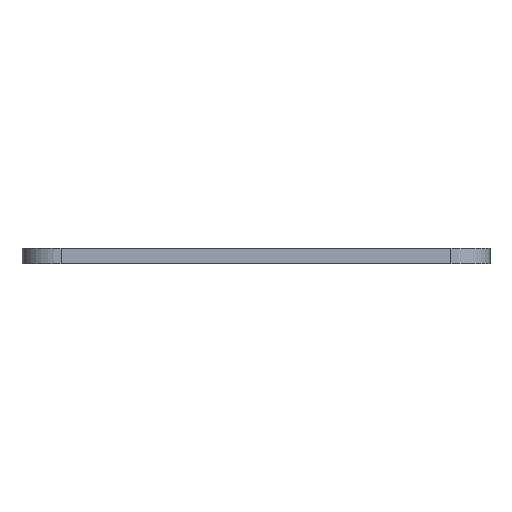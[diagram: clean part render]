
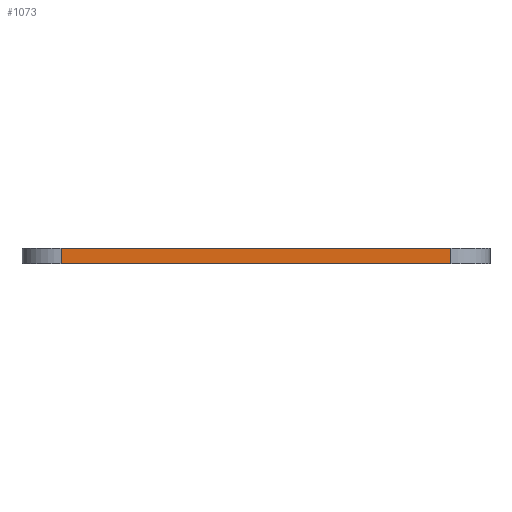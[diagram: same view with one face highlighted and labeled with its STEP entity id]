
A CAD part, left-side view. The second image highlights one B-rep face of the part: STEP entity #1073.
In plain terms, the highlighted planar face has unit normal (-1, 0, 0).
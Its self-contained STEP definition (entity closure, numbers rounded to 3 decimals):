
#7 = VECTOR ( 'NONE', #347, 1000. ) ;
#11 = LINE ( 'NONE', #351, #7 ) ;
#105 = ORIENTED_EDGE ( 'NONE', *, *, #960, .T. ) ;
#196 = EDGE_LOOP ( 'NONE', ( #105, #286, #245, #239 ) ) ;
#239 = ORIENTED_EDGE ( 'NONE', *, *, #965, .T. ) ;
#245 = ORIENTED_EDGE ( 'NONE', *, *, #937, .F. ) ;
#286 = ORIENTED_EDGE ( 'NONE', *, *, #961, .F. ) ;
#347 = DIRECTION ( 'NONE',  ( 0., -1., 0. ) ) ;
#351 = CARTESIAN_POINT ( 'NONE',  ( -75., 25., 2. ) ) ;
#470 = CARTESIAN_POINT ( 'NONE',  ( -75., -25., 2. ) ) ;
#471 = CARTESIAN_POINT ( 'NONE',  ( -75., -25., 0. ) ) ;
#475 = CARTESIAN_POINT ( 'NONE',  ( -75., 25., 2. ) ) ;
#476 = CARTESIAN_POINT ( 'NONE',  ( -75., 25., 0. ) ) ;
#512 = VERTEX_POINT ( 'NONE', #476 ) ;
#513 = VERTEX_POINT ( 'NONE', #475 ) ;
#518 = VERTEX_POINT ( 'NONE', #471 ) ;
#519 = VERTEX_POINT ( 'NONE', #470 ) ;
#552 = CARTESIAN_POINT ( 'NONE',  ( -75., -25., 2. ) ) ;
#559 = CARTESIAN_POINT ( 'NONE',  ( -75., 25., 0. ) ) ;
#560 = DIRECTION ( 'NONE',  ( 0., -1., 0. ) ) ;
#562 = DIRECTION ( 'NONE',  ( 0., 0., -1. ) ) ;
#572 = CARTESIAN_POINT ( 'NONE',  ( -75., 25., 2. ) ) ;
#573 = DIRECTION ( 'NONE',  ( 0., 0., -1. ) ) ;
#626 = CARTESIAN_POINT ( 'NONE',  ( -75., 25., 2. ) ) ;
#630 = PLANE ( 'NONE',  #1025 ) ;
#633 = DIRECTION ( 'NONE',  ( 1., 0., 0. ) ) ;
#634 = DIRECTION ( 'NONE',  ( 0., 1., 0. ) ) ;
#744 = LINE ( 'NONE', #559, #757 ) ;
#757 = VECTOR ( 'NONE', #560, 1000. ) ;
#760 = LINE ( 'NONE', #552, #762 ) ;
#762 = VECTOR ( 'NONE', #562, 1000. ) ;
#763 = VECTOR ( 'NONE', #573, 1000. ) ;
#764 = LINE ( 'NONE', #572, #763 ) ;
#793 = FACE_OUTER_BOUND ( 'NONE', #196, .T. ) ;
#937 = EDGE_CURVE ( 'NONE', #513, #519, #11, .T. ) ;
#960 = EDGE_CURVE ( 'NONE', #512, #518, #744, .T. ) ;
#961 = EDGE_CURVE ( 'NONE', #519, #518, #760, .T. ) ;
#965 = EDGE_CURVE ( 'NONE', #513, #512, #764, .T. ) ;
#1025 = AXIS2_PLACEMENT_3D ( 'NONE', #626, #633, #634 ) ;
#1073 = ADVANCED_FACE ( 'NONE', ( #793 ), #630, .F. ) ;
